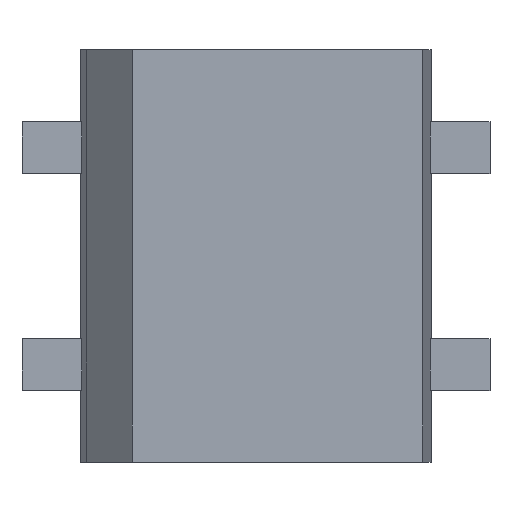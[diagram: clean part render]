
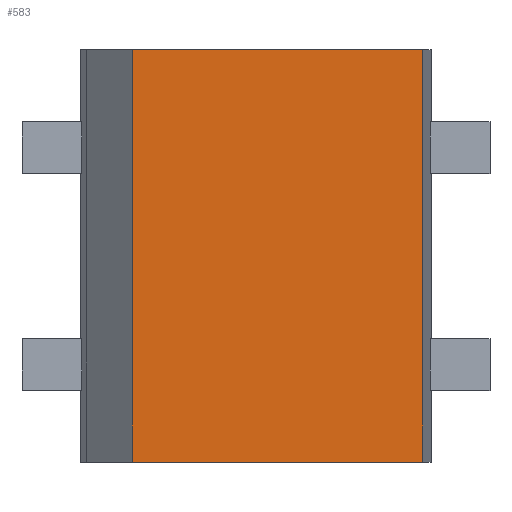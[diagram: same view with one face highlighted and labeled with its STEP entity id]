
A CAD part, top view. The second image highlights one B-rep face of the part: STEP entity #583.
In plain terms, the highlighted planar face has unit normal (0, 0, 1).
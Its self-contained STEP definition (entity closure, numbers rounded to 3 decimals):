
#206 = VERTEX_POINT('',#207);
#207 = CARTESIAN_POINT('',(4.49,1.145,2.9));
#215 = EDGE_CURVE('',#206,#216,#218,.T.);
#216 = VERTEX_POINT('',#217);
#217 = CARTESIAN_POINT('',(4.49,-3.685,2.9));
#218 = LINE('',#219,#220);
#219 = CARTESIAN_POINT('',(4.49,1.145,2.9));
#220 = VECTOR('',#221,1.);
#221 = DIRECTION('',(0.,-1.,0.));
#378 = EDGE_CURVE('',#379,#206,#381,.T.);
#379 = VERTEX_POINT('',#380);
#380 = CARTESIAN_POINT('',(1.09,1.145,2.9));
#381 = LINE('',#382,#383);
#382 = CARTESIAN_POINT('',(0.59,1.145,2.9));
#383 = VECTOR('',#384,1.);
#384 = DIRECTION('',(1.,0.,0.));
#539 = EDGE_CURVE('',#540,#216,#542,.T.);
#540 = VERTEX_POINT('',#541);
#541 = CARTESIAN_POINT('',(1.09,-3.685,2.9));
#542 = LINE('',#543,#544);
#543 = CARTESIAN_POINT('',(0.59,-3.685,2.9));
#544 = VECTOR('',#545,1.);
#545 = DIRECTION('',(1.,0.,0.));
#583 = ADVANCED_FACE('',(#584),#595,.T.);
#584 = FACE_BOUND('',#585,.T.);
#585 = EDGE_LOOP('',(#586,#587,#593,#594));
#586 = ORIENTED_EDGE('',*,*,#378,.F.);
#587 = ORIENTED_EDGE('',*,*,#588,.T.);
#588 = EDGE_CURVE('',#379,#540,#589,.T.);
#589 = LINE('',#590,#591);
#590 = CARTESIAN_POINT('',(1.09,1.145,2.9));
#591 = VECTOR('',#592,1.);
#592 = DIRECTION('',(0.,-1.,0.));
#593 = ORIENTED_EDGE('',*,*,#539,.T.);
#594 = ORIENTED_EDGE('',*,*,#215,.F.);
#595 = PLANE('',#596);
#596 = AXIS2_PLACEMENT_3D('',#597,#598,#599);
#597 = CARTESIAN_POINT('',(0.59,1.145,2.9));
#598 = DIRECTION('',(0.,0.,1.));
#599 = DIRECTION('',(1.,0.,0.));
